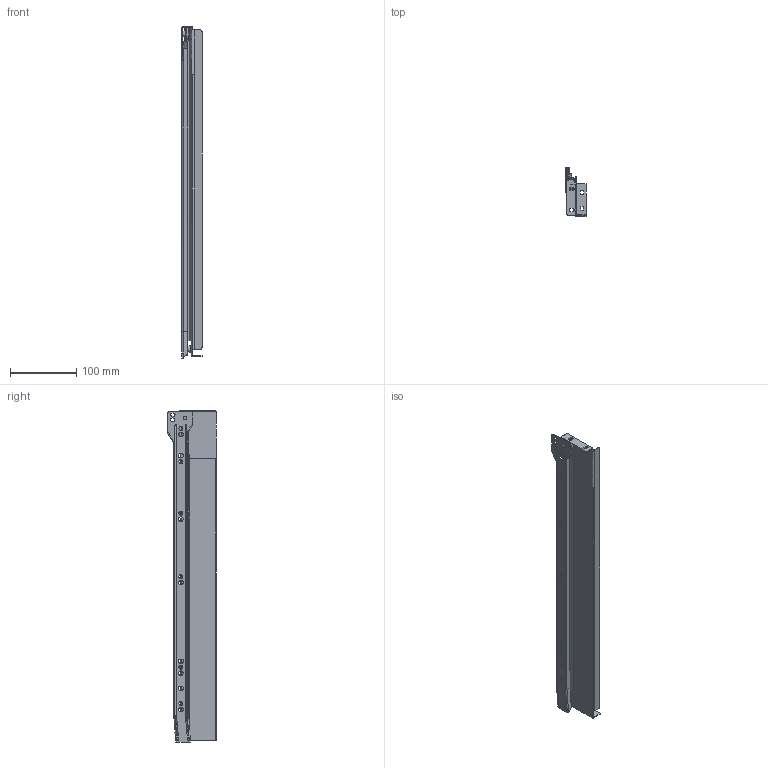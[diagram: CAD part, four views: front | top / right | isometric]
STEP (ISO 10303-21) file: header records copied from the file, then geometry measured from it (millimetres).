
FILE_DESCRIPTION (( 'STEP AP214' ), '1' );
FILE_NAME ('F003017,F003019-LEFT-CLOSED_3D.step', '2022-11-21T18:05:43', ( '' ), ( '' ), 'SwSTEP 2.0', 'SolidWorks 2020', '' );
FILE_SCHEMA (( 'AUTOMOTIVE_DESIGN' ));
Length unit declared in the file: millimetre
Products named in the file (3): F003017,F003019-LEFT-CLOSED_3D; Koleèkový výsuv-levý-venkovní èást-500mm; MetalBox-SIDE-Left-H54-500
Assembly tree (2 placements, depth 2):
  F003017,F003019-LEFT-CLOSED_3D
    Koleèkový výsuv-levý-venkovní èást-500mm
    MetalBox-SIDE-Left-H54-500
Bounding box: 30.39 x 73.5 x 502 mm (x, y, z)
Volume: 71050.4 mm3; surface area: 123076.3 mm2
Topology: 2 solids, 2 shells, 299 faces, 780 edges, 487 vertices
Faces by surface type: plane 104, cylinder 94, bspline 49, cone 30, torus 22
Entity records: 10475 total; most frequent: CARTESIAN_POINT 3016, ORIENTED_EDGE 1552, DIRECTION 1535, EDGE_CURVE 776, AXIS2_PLACEMENT_3D 553, VERTEX_POINT 487, LINE 429, VECTOR 429
